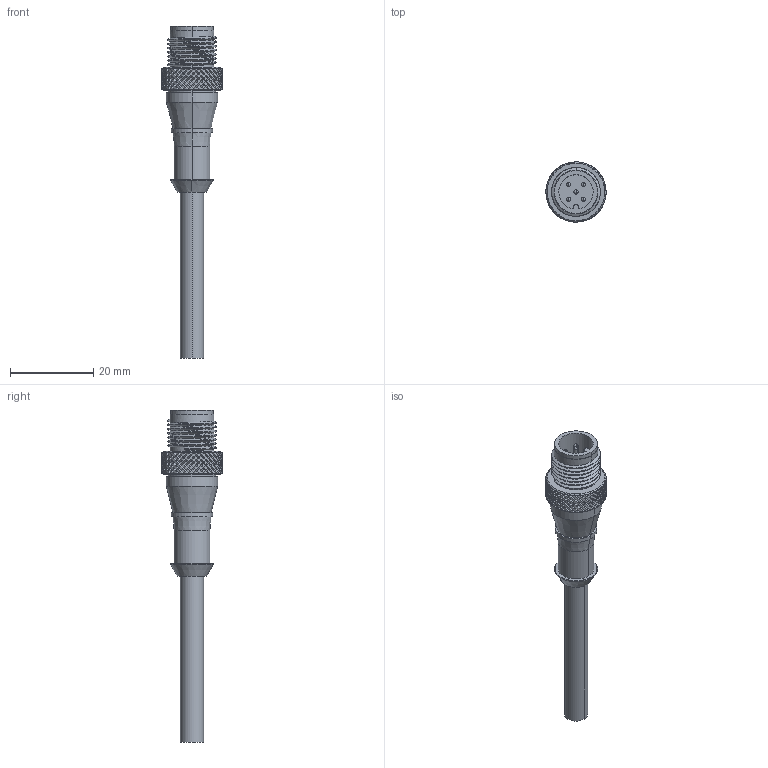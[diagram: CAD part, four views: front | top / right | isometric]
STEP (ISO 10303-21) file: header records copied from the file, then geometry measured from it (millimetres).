
FILE_DESCRIPTION((''),'2;1');
FILE_NAME('223548_ASM','2021-05-18T11:51:15',('PDMAdmin'),('BANNER ENGINEERING'),'CREO PARAMETRIC BY PTC INC, 2019292','CREO PARAMETRIC BY PTC INC, 2019292','');
FILE_SCHEMA(('CONFIG_CONTROL_DESIGN'));
Products named in the file (10): 133273; 122361; 133396; 133394; 141342; 133399_ASM; 153396_ASM; CABLE_560_5COND_76642_AF0; 190507_AF0_ASM; 223548_ASM
Assembly tree (12 placements, depth 5):
  223548_ASM
    190507_AF0_ASM
      153396_ASM
        133273
        122361
        133399_ASM
          133396
          133394  x4
          141342
      CABLE_560_5COND_76642_AF0
Bounding box: 14.5 x 14.5 x 80 mm (x, y, z)
Volume: 4127.8 mm3; surface area: 4712.5 mm2
Topology: 9 solids, 9 shells, 2119 faces, 4725 edges, 2632 vertices
Faces by surface type: bspline 1302, cylinder 553, plane 204, cone 46, sphere 10, torus 2, revolution 2
Entity records: 99176 total; most frequent: CARTESIAN_POINT 64751, ORIENTED_EDGE 9182, EDGE_CURVE 4591, B_SPLINE_CURVE_WITH_KNOTS 3494, DIRECTION 3099, VERTEX_POINT 2566, EDGE_LOOP 2093, FACE_OUTER_BOUND 2059
